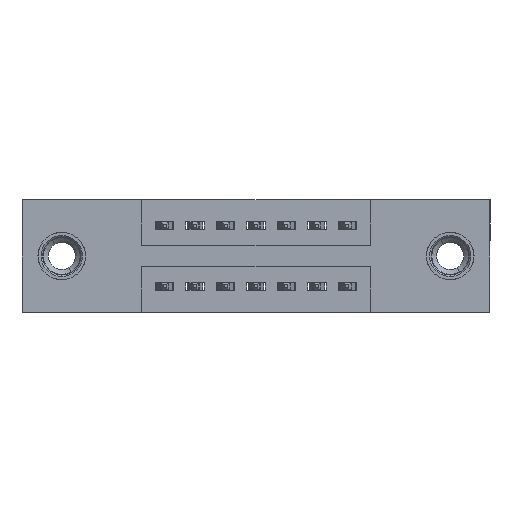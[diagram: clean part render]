
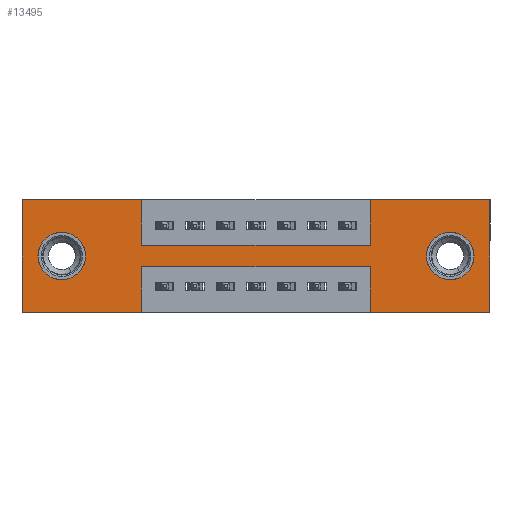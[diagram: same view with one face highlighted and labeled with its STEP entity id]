
A CAD part, front view. The second image highlights one B-rep face of the part: STEP entity #13495.
In plain terms, the highlighted planar face has unit normal (0, -1, 0).
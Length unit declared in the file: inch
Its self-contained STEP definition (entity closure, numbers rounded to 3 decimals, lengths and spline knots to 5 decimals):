
#52 = AXIS2_PLACEMENT_3D ( 'NONE', #11512, #8037, #9236 ) ;
#220 = CARTESIAN_POINT ( 'NONE',  ( 1.1425, 0., 0. ) ) ;
#274 = DIRECTION ( 'NONE',  ( 0., 0., 1. ) ) ;
#363 = CARTESIAN_POINT ( 'NONE',  ( 1.1425, 0., -0.37 ) ) ;
#433 = EDGE_CURVE ( 'NONE', #12873, #12612, #11403, .T. ) ;
#468 = DIRECTION ( 'NONE',  ( 0., 0., 1. ) ) ;
#561 = VERTEX_POINT ( 'NONE', #11646 ) ;
#574 = ORIENTED_EDGE ( 'NONE', *, *, #4118, .F. ) ;
#614 = VERTEX_POINT ( 'NONE', #12163 ) ;
#619 = EDGE_CURVE ( 'NONE', #614, #9745, #7562, .T. ) ;
#720 = VERTEX_POINT ( 'NONE', #11072 ) ;
#787 = VERTEX_POINT ( 'NONE', #11712 ) ;
#843 = DIRECTION ( 'NONE',  ( -1., 0., 0. ) ) ;
#941 = EDGE_CURVE ( 'NONE', #720, #7958, #2494, .T. ) ;
#1407 = DIRECTION ( 'NONE',  ( 1., 0., 0. ) ) ;
#1658 = CARTESIAN_POINT ( 'NONE',  ( 1.1425, 0., -0.15 ) ) ;
#1730 = VERTEX_POINT ( 'NONE', #363 ) ;
#1767 = ORIENTED_EDGE ( 'NONE', *, *, #13487, .F. ) ;
#1776 = AXIS2_PLACEMENT_3D ( 'NONE', #12338, #11297, #4375 ) ;
#1864 = VECTOR ( 'NONE', #274, 39.37008 ) ;
#1872 = EDGE_CURVE ( 'NONE', #12612, #614, #4791, .T. ) ;
#1883 = CARTESIAN_POINT ( 'NONE',  ( 0., 0., -0.37 ) ) ;
#1926 = ORIENTED_EDGE ( 'NONE', *, *, #14880, .F. ) ;
#1928 = ORIENTED_EDGE ( 'NONE', *, *, #4560, .T. ) ;
#2066 = LINE ( 'NONE', #8036, #12018 ) ;
#2118 = CARTESIAN_POINT ( 'NONE',  ( 0.3925, 0., -0.22 ) ) ;
#2457 = CARTESIAN_POINT ( 'NONE',  ( 1.1425, 0., 0. ) ) ;
#2494 = LINE ( 'NONE', #10186, #14095 ) ;
#2545 = LINE ( 'NONE', #4498, #7057 ) ;
#2551 = CARTESIAN_POINT ( 'NONE',  ( 0.13, 0., -0.185 ) ) ;
#2686 = VERTEX_POINT ( 'NONE', #14314 ) ;
#2814 = CIRCLE ( 'NONE', #1776, 0.078 ) ;
#2888 = ORIENTED_EDGE ( 'NONE', *, *, #619, .F. ) ;
#2896 = CARTESIAN_POINT ( 'NONE',  ( 1.535, 0., 0. ) ) ;
#3053 = ORIENTED_EDGE ( 'NONE', *, *, #9596, .F. ) ;
#3063 = AXIS2_PLACEMENT_3D ( 'NONE', #14112, #9316, #12830 ) ;
#3188 = VECTOR ( 'NONE', #14273, 39.37008 ) ;
#3214 = DIRECTION ( 'NONE',  ( 1., 0., 0. ) ) ;
#3546 = VECTOR ( 'NONE', #11625, 39.37008 ) ;
#3729 = CARTESIAN_POINT ( 'NONE',  ( 0.3925, 0., -0.22 ) ) ;
#3996 = ORIENTED_EDGE ( 'NONE', *, *, #10449, .F. ) ;
#4118 = EDGE_CURVE ( 'NONE', #5514, #7725, #2066, .T. ) ;
#4203 = AXIS2_PLACEMENT_3D ( 'NONE', #11999, #12297, #4914 ) ;
#4257 = DIRECTION ( 'NONE',  ( 0., 0., -1. ) ) ;
#4312 = PLANE ( 'NONE',  #4203 ) ;
#4375 = DIRECTION ( 'NONE',  ( 0., 0., -1. ) ) ;
#4386 = ORIENTED_EDGE ( 'NONE', *, *, #941, .F. ) ;
#4498 = CARTESIAN_POINT ( 'NONE',  ( 1.1425, 0., -0.37 ) ) ;
#4560 = EDGE_CURVE ( 'NONE', #13627, #2686, #7291, .T. ) ;
#4791 = LINE ( 'NONE', #1883, #12277 ) ;
#4914 = DIRECTION ( 'NONE',  ( 0., 0., -1. ) ) ;
#4956 = CARTESIAN_POINT ( 'NONE',  ( 0.3925, 0., -0.15 ) ) ;
#4980 = FACE_OUTER_BOUND ( 'NONE', #11078, .T. ) ;
#5148 = FACE_BOUND ( 'NONE', #10463, .T. ) ;
#5204 = CIRCLE ( 'NONE', #7778, 0.078 ) ;
#5494 = DIRECTION ( 'NONE',  ( 1., 0., 0. ) ) ;
#5511 = FACE_BOUND ( 'NONE', #6525, .T. ) ;
#5514 = VERTEX_POINT ( 'NONE', #2457 ) ;
#5675 = ORIENTED_EDGE ( 'NONE', *, *, #14073, .F. ) ;
#5792 = LINE ( 'NONE', #220, #1864 ) ;
#6525 = EDGE_LOOP ( 'NONE', ( #13179, #13801 ) ) ;
#6664 = CARTESIAN_POINT ( 'NONE',  ( 1.535, 0., 0. ) ) ;
#6792 = LINE ( 'NONE', #3729, #3188 ) ;
#6842 = DIRECTION ( 'NONE',  ( 0., 0., 1. ) ) ;
#7057 = VECTOR ( 'NONE', #6842, 39.37008 ) ;
#7094 = LINE ( 'NONE', #12577, #9098 ) ;
#7159 = CARTESIAN_POINT ( 'NONE',  ( 0.13, 0., -0.107 ) ) ;
#7226 = VERTEX_POINT ( 'NONE', #10169 ) ;
#7291 = CIRCLE ( 'NONE', #3063, 0.078 ) ;
#7562 = LINE ( 'NONE', #12114, #8294 ) ;
#7701 = VERTEX_POINT ( 'NONE', #1658 ) ;
#7725 = VERTEX_POINT ( 'NONE', #6664 ) ;
#7774 = EDGE_CURVE ( 'NONE', #11974, #561, #2814, .T. ) ;
#7778 = AXIS2_PLACEMENT_3D ( 'NONE', #2551, #10563, #13014 ) ;
#7809 = CARTESIAN_POINT ( 'NONE',  ( 0.3925, 0., -0.37 ) ) ;
#7958 = VERTEX_POINT ( 'NONE', #4956 ) ;
#8036 = CARTESIAN_POINT ( 'NONE',  ( 0., 0., 0. ) ) ;
#8037 = DIRECTION ( 'NONE',  ( 0., 1., 0. ) ) ;
#8294 = VECTOR ( 'NONE', #468, 39.37008 ) ;
#8457 = LINE ( 'NONE', #2896, #3546 ) ;
#8492 = VECTOR ( 'NONE', #4257, 39.37008 ) ;
#8579 = ORIENTED_EDGE ( 'NONE', *, *, #13725, .F. ) ;
#8606 = EDGE_CURVE ( 'NONE', #7958, #7701, #10590, .T. ) ;
#8633 = VECTOR ( 'NONE', #3214, 39.37008 ) ;
#8989 = CARTESIAN_POINT ( 'NONE',  ( 0., 0., 0. ) ) ;
#9098 = VECTOR ( 'NONE', #843, 39.37008 ) ;
#9236 = DIRECTION ( 'NONE',  ( 0., 0., -1. ) ) ;
#9316 = DIRECTION ( 'NONE',  ( 0., 1., 0. ) ) ;
#9596 = EDGE_CURVE ( 'NONE', #787, #1730, #7094, .T. ) ;
#9745 = VERTEX_POINT ( 'NONE', #10433 ) ;
#10169 = CARTESIAN_POINT ( 'NONE',  ( 1.1425, 0., -0.22 ) ) ;
#10186 = CARTESIAN_POINT ( 'NONE',  ( 0.3925, 0., 0. ) ) ;
#10322 = ORIENTED_EDGE ( 'NONE', *, *, #11694, .T. ) ;
#10433 = CARTESIAN_POINT ( 'NONE',  ( 0., 0., 0. ) ) ;
#10449 = EDGE_CURVE ( 'NONE', #1730, #7226, #2545, .T. ) ;
#10463 = EDGE_LOOP ( 'NONE', ( #1928, #10322 ) ) ;
#10494 = DIRECTION ( 'NONE',  ( 0., 0., -1. ) ) ;
#10563 = DIRECTION ( 'NONE',  ( 0., 1., 0. ) ) ;
#10590 = LINE ( 'NONE', #14186, #14030 ) ;
#11072 = CARTESIAN_POINT ( 'NONE',  ( 0.3925, 0., 0. ) ) ;
#11078 = EDGE_LOOP ( 'NONE', ( #14074, #1926, #3996, #3053, #1767, #574, #5675, #12237, #4386, #8579, #2888, #11422 ) ) ;
#11297 = DIRECTION ( 'NONE',  ( 0., 1., 0. ) ) ;
#11403 = LINE ( 'NONE', #7809, #8492 ) ;
#11422 = ORIENTED_EDGE ( 'NONE', *, *, #1872, .F. ) ;
#11512 = CARTESIAN_POINT ( 'NONE',  ( 1.405, 0., -0.185 ) ) ;
#11625 = DIRECTION ( 'NONE',  ( 0., 0., -1. ) ) ;
#11646 = CARTESIAN_POINT ( 'NONE',  ( 1.405, 0., -0.263 ) ) ;
#11694 = EDGE_CURVE ( 'NONE', #2686, #13627, #5204, .T. ) ;
#11712 = CARTESIAN_POINT ( 'NONE',  ( 1.535, 0., -0.37 ) ) ;
#11957 = CIRCLE ( 'NONE', #52, 0.078 ) ;
#11974 = VERTEX_POINT ( 'NONE', #14085 ) ;
#11999 = CARTESIAN_POINT ( 'NONE',  ( 0., 0., -0.37 ) ) ;
#12018 = VECTOR ( 'NONE', #5494, 39.37008 ) ;
#12093 = LINE ( 'NONE', #8989, #8633 ) ;
#12114 = CARTESIAN_POINT ( 'NONE',  ( 0., 0., 0. ) ) ;
#12163 = CARTESIAN_POINT ( 'NONE',  ( 0., 0., -0.37 ) ) ;
#12237 = ORIENTED_EDGE ( 'NONE', *, *, #8606, .F. ) ;
#12277 = VECTOR ( 'NONE', #14625, 39.37008 ) ;
#12297 = DIRECTION ( 'NONE',  ( 0., -1., 0. ) ) ;
#12338 = CARTESIAN_POINT ( 'NONE',  ( 1.405, 0., -0.185 ) ) ;
#12577 = CARTESIAN_POINT ( 'NONE',  ( 0., 0., -0.37 ) ) ;
#12612 = VERTEX_POINT ( 'NONE', #13227 ) ;
#12830 = DIRECTION ( 'NONE',  ( 0., 0., 1. ) ) ;
#12873 = VERTEX_POINT ( 'NONE', #2118 ) ;
#13014 = DIRECTION ( 'NONE',  ( 0., 0., 1. ) ) ;
#13179 = ORIENTED_EDGE ( 'NONE', *, *, #7774, .T. ) ;
#13227 = CARTESIAN_POINT ( 'NONE',  ( 0.3925, 0., -0.37 ) ) ;
#13487 = EDGE_CURVE ( 'NONE', #7725, #787, #8457, .T. ) ;
#13495 = ADVANCED_FACE ( 'NONE', ( #5511, #5148, #4980 ), #4312, .T. ) ;
#13627 = VERTEX_POINT ( 'NONE', #7159 ) ;
#13725 = EDGE_CURVE ( 'NONE', #9745, #720, #12093, .T. ) ;
#13801 = ORIENTED_EDGE ( 'NONE', *, *, #13984, .T. ) ;
#13984 = EDGE_CURVE ( 'NONE', #561, #11974, #11957, .T. ) ;
#14030 = VECTOR ( 'NONE', #1407, 39.37008 ) ;
#14073 = EDGE_CURVE ( 'NONE', #7701, #5514, #5792, .T. ) ;
#14074 = ORIENTED_EDGE ( 'NONE', *, *, #433, .F. ) ;
#14085 = CARTESIAN_POINT ( 'NONE',  ( 1.405, 0., -0.107 ) ) ;
#14095 = VECTOR ( 'NONE', #10494, 39.37008 ) ;
#14112 = CARTESIAN_POINT ( 'NONE',  ( 0.13, 0., -0.185 ) ) ;
#14186 = CARTESIAN_POINT ( 'NONE',  ( 0.3925, 0., -0.15 ) ) ;
#14273 = DIRECTION ( 'NONE',  ( -1., 0., 0. ) ) ;
#14314 = CARTESIAN_POINT ( 'NONE',  ( 0.13, 0., -0.263 ) ) ;
#14625 = DIRECTION ( 'NONE',  ( -1., 0., 0. ) ) ;
#14880 = EDGE_CURVE ( 'NONE', #7226, #12873, #6792, .T. ) ;
